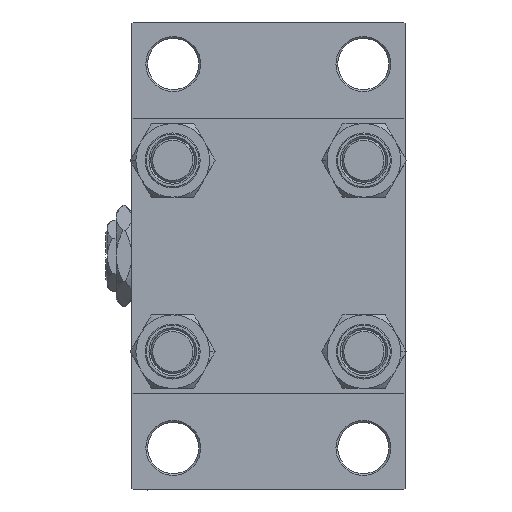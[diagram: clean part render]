
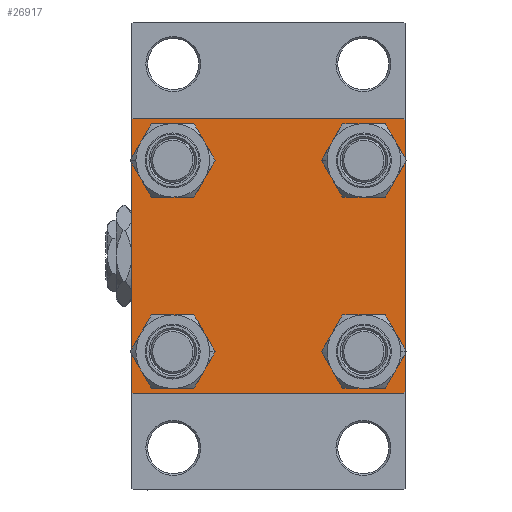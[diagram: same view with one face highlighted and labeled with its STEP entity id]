
A CAD part, left-side view. The second image highlights one B-rep face of the part: STEP entity #26917.
In plain terms, the highlighted planar face has unit normal (-1, 0, 0).
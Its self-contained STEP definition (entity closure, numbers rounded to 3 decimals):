
#418 = DIRECTION ( 'NONE',  ( 1., 0., 0. ) ) ;
#593 = DIRECTION ( 'NONE',  ( 1., 0., 0. ) ) ;
#731 = VERTEX_POINT ( 'NONE', #33416 ) ;
#1097 = DIRECTION ( 'NONE',  ( 0., 0.707, -0.707 ) ) ;
#2489 = DIRECTION ( 'NONE',  ( 0., 0., 1. ) ) ;
#2885 = AXIS2_PLACEMENT_3D ( 'NONE', #39788, #5098, #43086 ) ;
#2897 = CARTESIAN_POINT ( 'NONE',  ( 0., 26.15, 19.65 ) ) ;
#3273 = DIRECTION ( 'NONE',  ( 0., -0.707, -0.707 ) ) ;
#3534 = CARTESIAN_POINT ( 'NONE',  ( 0., 37.25, -37.25 ) ) ;
#3731 = VERTEX_POINT ( 'NONE', #43603 ) ;
#4604 = VERTEX_POINT ( 'NONE', #27371 ) ;
#4687 = ORIENTED_EDGE ( 'NONE', *, *, #19063, .T. ) ;
#4951 = EDGE_CURVE ( 'NONE', #4604, #13675, #46990, .T. ) ;
#5007 = VECTOR ( 'NONE', #35339, 1000. ) ;
#5098 = DIRECTION ( 'NONE',  ( 1., 0., 0. ) ) ;
#5151 = AXIS2_PLACEMENT_3D ( 'NONE', #7577, #33676, #49593 ) ;
#5155 = CIRCLE ( 'NONE', #6801, 6.5 ) ;
#5727 = CARTESIAN_POINT ( 'NONE',  ( 0., 26.15, 26.15 ) ) ;
#5772 = EDGE_CURVE ( 'NONE', #23352, #41793, #5155, .T. ) ;
#5925 = VERTEX_POINT ( 'NONE', #16543 ) ;
#6143 = AXIS2_PLACEMENT_3D ( 'NONE', #13891, #33640, #2489 ) ;
#6235 = CARTESIAN_POINT ( 'NONE',  ( 0., 26.15, -26.15 ) ) ;
#6384 = EDGE_LOOP ( 'NONE', ( #30902, #37667 ) ) ;
#6712 = CARTESIAN_POINT ( 'NONE',  ( 0., 37.5, -37.5 ) ) ;
#6801 = AXIS2_PLACEMENT_3D ( 'NONE', #11751, #593, #23143 ) ;
#7577 = CARTESIAN_POINT ( 'NONE',  ( 0., 0., 0. ) ) ;
#7840 = EDGE_CURVE ( 'NONE', #13675, #47828, #32412, .T. ) ;
#7943 = EDGE_CURVE ( 'NONE', #49009, #4604, #33563, .T. ) ;
#9107 = ORIENTED_EDGE ( 'NONE', *, *, #44983, .T. ) ;
#9414 = CARTESIAN_POINT ( 'NONE',  ( 0., -37.25, -37.25 ) ) ;
#9897 = EDGE_LOOP ( 'NONE', ( #16240, #43823, #12115, #43561, #49570, #40145, #12146, #41506 ) ) ;
#10385 = FACE_BOUND ( 'NONE', #30675, .T. ) ;
#10666 = CIRCLE ( 'NONE', #33359, 6.5 ) ;
#11132 = PLANE ( 'NONE',  #5151 ) ;
#11751 = CARTESIAN_POINT ( 'NONE',  ( 0., -26.15, 26.15 ) ) ;
#12115 = ORIENTED_EDGE ( 'NONE', *, *, #7840, .T. ) ;
#12146 = ORIENTED_EDGE ( 'NONE', *, *, #28599, .F. ) ;
#12178 = EDGE_CURVE ( 'NONE', #5925, #49009, #24129, .T. ) ;
#12500 = CARTESIAN_POINT ( 'NONE',  ( 0., 37.25, 37.25 ) ) ;
#13379 = EDGE_CURVE ( 'NONE', #47828, #48427, #33199, .T. ) ;
#13675 = VERTEX_POINT ( 'NONE', #39831 ) ;
#13891 = CARTESIAN_POINT ( 'NONE',  ( 0., -26.15, 26.15 ) ) ;
#13927 = LINE ( 'NONE', #45061, #35114 ) ;
#14029 = VECTOR ( 'NONE', #22159, 1000. ) ;
#14180 = CIRCLE ( 'NONE', #2885, 6.5 ) ;
#14470 = VECTOR ( 'NONE', #1097, 1000. ) ;
#14683 = CIRCLE ( 'NONE', #43759, 6.5 ) ;
#16240 = ORIENTED_EDGE ( 'NONE', *, *, #7943, .T. ) ;
#16543 = CARTESIAN_POINT ( 'NONE',  ( 0., 37., 37.5 ) ) ;
#16609 = CARTESIAN_POINT ( 'NONE',  ( 0., -37.5, 37.5 ) ) ;
#17102 = CARTESIAN_POINT ( 'NONE',  ( 0., -26.15, -26.15 ) ) ;
#17109 = CARTESIAN_POINT ( 'NONE',  ( 0., -37., 37.5 ) ) ;
#17196 = DIRECTION ( 'NONE',  ( 0., 0.707, 0.707 ) ) ;
#17329 = CARTESIAN_POINT ( 'NONE',  ( 0., -37.5, -37. ) ) ;
#17905 = CARTESIAN_POINT ( 'NONE',  ( 0., -37.5, 37. ) ) ;
#18373 = EDGE_CURVE ( 'NONE', #43868, #731, #14683, .T. ) ;
#18627 = DIRECTION ( 'NONE',  ( 0., 0., 1. ) ) ;
#19063 = EDGE_CURVE ( 'NONE', #731, #43868, #25220, .T. ) ;
#19636 = CARTESIAN_POINT ( 'NONE',  ( 0., -26.15, -32.65 ) ) ;
#20443 = EDGE_CURVE ( 'NONE', #38966, #48427, #31542, .T. ) ;
#20683 = DIRECTION ( 'NONE',  ( 0., 0., 1. ) ) ;
#21323 = VECTOR ( 'NONE', #25454, 1000. ) ;
#22159 = DIRECTION ( 'NONE',  ( 0., -1., 0. ) ) ;
#22462 = CARTESIAN_POINT ( 'NONE',  ( 0., 26.15, -19.65 ) ) ;
#22944 = CARTESIAN_POINT ( 'NONE',  ( 0., 37.5, 37. ) ) ;
#23143 = DIRECTION ( 'NONE',  ( 0., 0., 1. ) ) ;
#23352 = VERTEX_POINT ( 'NONE', #49646 ) ;
#23742 = ORIENTED_EDGE ( 'NONE', *, *, #31023, .T. ) ;
#24129 = LINE ( 'NONE', #12500, #14470 ) ;
#24791 = EDGE_CURVE ( 'NONE', #38966, #33465, #32144, .T. ) ;
#24844 = DIRECTION ( 'NONE',  ( 0., -0.707, 0.707 ) ) ;
#25220 = CIRCLE ( 'NONE', #31693, 6.5 ) ;
#25454 = DIRECTION ( 'NONE',  ( 0., 0., -1. ) ) ;
#25805 = VECTOR ( 'NONE', #24844, 1000. ) ;
#25806 = DIRECTION ( 'NONE',  ( 0., -1., 0. ) ) ;
#26061 = FACE_BOUND ( 'NONE', #39901, .T. ) ;
#26917 = ADVANCED_FACE ( 'NONE', ( #36713, #26061, #10385, #38204, #34160 ), #11132, .T. ) ;
#27371 = CARTESIAN_POINT ( 'NONE',  ( 0., 37.5, -37. ) ) ;
#27630 = AXIS2_PLACEMENT_3D ( 'NONE', #5727, #48953, #20683 ) ;
#27848 = CARTESIAN_POINT ( 'NONE',  ( 0., -37.25, 37.25 ) ) ;
#28599 = EDGE_CURVE ( 'NONE', #5925, #33465, #13927, .T. ) ;
#29324 = ORIENTED_EDGE ( 'NONE', *, *, #44654, .T. ) ;
#30016 = DIRECTION ( 'NONE',  ( 1., 0., 0. ) ) ;
#30263 = CARTESIAN_POINT ( 'NONE',  ( 0., -26.15, 32.65 ) ) ;
#30675 = EDGE_LOOP ( 'NONE', ( #49774, #9107 ) ) ;
#30902 = ORIENTED_EDGE ( 'NONE', *, *, #34319, .T. ) ;
#31023 = EDGE_CURVE ( 'NONE', #39395, #31587, #14180, .T. ) ;
#31542 = LINE ( 'NONE', #16609, #5007 ) ;
#31587 = VERTEX_POINT ( 'NONE', #34390 ) ;
#31683 = CIRCLE ( 'NONE', #27630, 6.5 ) ;
#31693 = AXIS2_PLACEMENT_3D ( 'NONE', #49118, #48124, #33190 ) ;
#32144 = LINE ( 'NONE', #27848, #36600 ) ;
#32412 = LINE ( 'NONE', #6712, #14029 ) ;
#32806 = DIRECTION ( 'NONE',  ( 1., 0., 0. ) ) ;
#33190 = DIRECTION ( 'NONE',  ( 0., 0., 1. ) ) ;
#33199 = LINE ( 'NONE', #9414, #25805 ) ;
#33220 = AXIS2_PLACEMENT_3D ( 'NONE', #34841, #418, #42929 ) ;
#33359 = AXIS2_PLACEMENT_3D ( 'NONE', #6235, #30016, #18627 ) ;
#33416 = CARTESIAN_POINT ( 'NONE',  ( 0., -26.15, -19.65 ) ) ;
#33465 = VERTEX_POINT ( 'NONE', #17109 ) ;
#33563 = LINE ( 'NONE', #44957, #21323 ) ;
#33640 = DIRECTION ( 'NONE',  ( 1., 0., 0. ) ) ;
#33676 = DIRECTION ( 'NONE',  ( -1., 0., 0. ) ) ;
#34160 = FACE_OUTER_BOUND ( 'NONE', #9897, .T. ) ;
#34319 = EDGE_CURVE ( 'NONE', #41793, #23352, #46640, .T. ) ;
#34390 = CARTESIAN_POINT ( 'NONE',  ( 0., 26.15, 32.65 ) ) ;
#34841 = CARTESIAN_POINT ( 'NONE',  ( 0., 26.15, -26.15 ) ) ;
#35114 = VECTOR ( 'NONE', #25806, 1000. ) ;
#35339 = DIRECTION ( 'NONE',  ( 0., 0., -1. ) ) ;
#35606 = CIRCLE ( 'NONE', #33220, 6.5 ) ;
#35873 = VECTOR ( 'NONE', #3273, 1000. ) ;
#36600 = VECTOR ( 'NONE', #17196, 1000. ) ;
#36713 = FACE_BOUND ( 'NONE', #6384, .T. ) ;
#37667 = ORIENTED_EDGE ( 'NONE', *, *, #5772, .T. ) ;
#37825 = VERTEX_POINT ( 'NONE', #22462 ) ;
#38064 = EDGE_CURVE ( 'NONE', #37825, #3731, #35606, .T. ) ;
#38204 = FACE_BOUND ( 'NONE', #41037, .T. ) ;
#38966 = VERTEX_POINT ( 'NONE', #17905 ) ;
#39395 = VERTEX_POINT ( 'NONE', #2897 ) ;
#39788 = CARTESIAN_POINT ( 'NONE',  ( 0., 26.15, 26.15 ) ) ;
#39831 = CARTESIAN_POINT ( 'NONE',  ( 0., 37., -37.5 ) ) ;
#39901 = EDGE_LOOP ( 'NONE', ( #4687, #43957 ) ) ;
#40145 = ORIENTED_EDGE ( 'NONE', *, *, #24791, .T. ) ;
#40998 = CARTESIAN_POINT ( 'NONE',  ( 0., -37., -37.5 ) ) ;
#41037 = EDGE_LOOP ( 'NONE', ( #29324, #23742 ) ) ;
#41506 = ORIENTED_EDGE ( 'NONE', *, *, #12178, .T. ) ;
#41793 = VERTEX_POINT ( 'NONE', #30263 ) ;
#42929 = DIRECTION ( 'NONE',  ( 0., 0., 1. ) ) ;
#43086 = DIRECTION ( 'NONE',  ( 0., 0., 1. ) ) ;
#43433 = DIRECTION ( 'NONE',  ( 0., 0., 1. ) ) ;
#43561 = ORIENTED_EDGE ( 'NONE', *, *, #13379, .T. ) ;
#43603 = CARTESIAN_POINT ( 'NONE',  ( 0., 26.15, -32.65 ) ) ;
#43759 = AXIS2_PLACEMENT_3D ( 'NONE', #17102, #32806, #43433 ) ;
#43823 = ORIENTED_EDGE ( 'NONE', *, *, #4951, .T. ) ;
#43868 = VERTEX_POINT ( 'NONE', #19636 ) ;
#43957 = ORIENTED_EDGE ( 'NONE', *, *, #18373, .T. ) ;
#44654 = EDGE_CURVE ( 'NONE', #31587, #39395, #31683, .T. ) ;
#44957 = CARTESIAN_POINT ( 'NONE',  ( 0., 37.5, 37.5 ) ) ;
#44983 = EDGE_CURVE ( 'NONE', #3731, #37825, #10666, .T. ) ;
#45061 = CARTESIAN_POINT ( 'NONE',  ( 0., 37.5, 37.5 ) ) ;
#46640 = CIRCLE ( 'NONE', #6143, 6.5 ) ;
#46990 = LINE ( 'NONE', #3534, #35873 ) ;
#47828 = VERTEX_POINT ( 'NONE', #40998 ) ;
#48124 = DIRECTION ( 'NONE',  ( 1., 0., 0. ) ) ;
#48427 = VERTEX_POINT ( 'NONE', #17329 ) ;
#48953 = DIRECTION ( 'NONE',  ( 1., 0., 0. ) ) ;
#49009 = VERTEX_POINT ( 'NONE', #22944 ) ;
#49118 = CARTESIAN_POINT ( 'NONE',  ( 0., -26.15, -26.15 ) ) ;
#49570 = ORIENTED_EDGE ( 'NONE', *, *, #20443, .F. ) ;
#49593 = DIRECTION ( 'NONE',  ( 0., 0., 1. ) ) ;
#49646 = CARTESIAN_POINT ( 'NONE',  ( 0., -26.15, 19.65 ) ) ;
#49774 = ORIENTED_EDGE ( 'NONE', *, *, #38064, .T. ) ;
